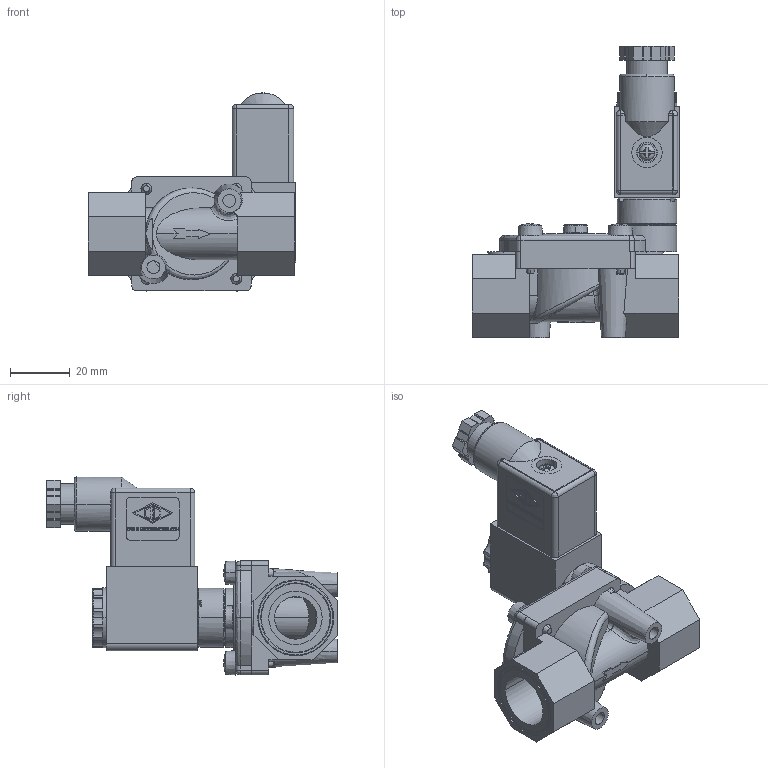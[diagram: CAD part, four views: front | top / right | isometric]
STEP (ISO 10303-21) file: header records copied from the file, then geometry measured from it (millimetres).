
FILE_DESCRIPTION (( 'STEP AP214' ), '1' );
FILE_NAME ('DVD-2BC4A-120A.step', '2016-04-27T15:11:59', ( '' ), ( '' ), 'SwSTEP 2.0', 'SolidWorks 2015', '' );
FILE_SCHEMA (( 'AUTOMOTIVE_DESIGN' ));
Length unit declared in the file: inch
Products named in the file (1): DVD-2BC4A-120A
Bounding box: 69.49 x 97.38 x 66.31 mm (x, y, z)
Volume: 63166.2 mm3; surface area: 39733.2 mm2
Topology: 13 solids, 13 shells, 1449 faces, 3819 edges, 2494 vertices
Faces by surface type: plane 725, bspline 336, cylinder 257, cone 129, torus 2
Entity records: 50142 total; most frequent: CARTESIAN_POINT 16240, ORIENTED_EDGE 7602, DIRECTION 5967, EDGE_CURVE 3801, VERTEX_POINT 2494, VECTOR 2127, LINE 2127, AXIS2_PLACEMENT_3D 1920
